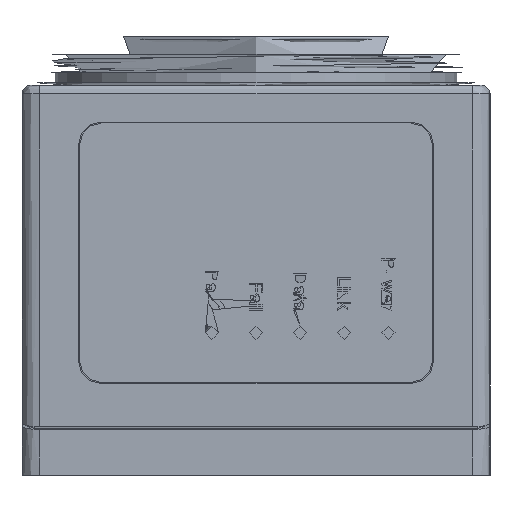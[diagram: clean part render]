
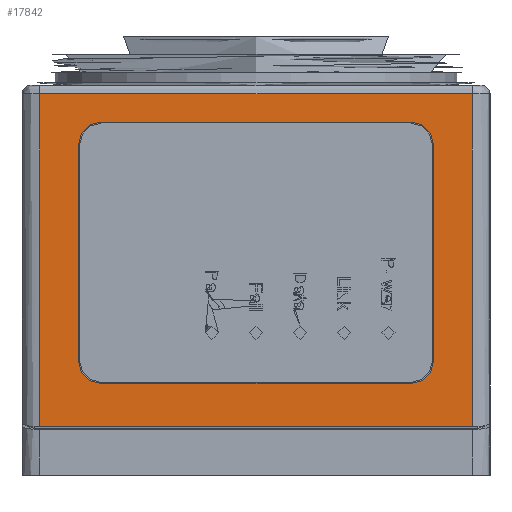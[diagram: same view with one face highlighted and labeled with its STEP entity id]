
A CAD part, left-side view. The second image highlights one B-rep face of the part: STEP entity #17842.
In plain terms, the highlighted planar face has unit normal (-1, 0, 0).
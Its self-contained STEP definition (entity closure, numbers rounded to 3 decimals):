
#767=LINE($,#26451,#2435);
#800=LINE($,#26648,#2468);
#803=LINE($,#26653,#2471);
#806=LINE($,#26663,#2474);
#809=LINE($,#26671,#2477);
#812=LINE($,#26679,#2480);
#822=LINE($,#26810,#2490);
#823=LINE($,#26811,#2491);
#2435=VECTOR($,#20610,49.);
#2468=VECTOR($,#20745,35.197);
#2471=VECTOR($,#20750,37.711);
#2474=VECTOR($,#20761,24.597);
#2477=VECTOR($,#20770,35.197);
#2480=VECTOR($,#20779,24.597);
#2490=VECTOR($,#20825,37.711);
#2491=VECTOR($,#20826,49.);
#4358=FACE_BOUND($,#5796,.T.);
#4672=FACE_OUTER_BOUND($,#5795,.T.);
#5795=EDGE_LOOP($,(#12320,#12321,#12322,#12323));
#5796=EDGE_LOOP($,(#12324,#12325,#12326,#12327,#12328,#12329,#12330,#12331));
#7080=CIRCLE($,#19036,2.502);
#7081=CIRCLE($,#19039,2.502);
#7082=CIRCLE($,#19042,2.502);
#7083=CIRCLE($,#19045,2.502);
#7541=VERTEX_POINT($,#26449);
#7542=VERTEX_POINT($,#26450);
#7610=VERTEX_POINT($,#26646);
#7611=VERTEX_POINT($,#26647);
#7612=VERTEX_POINT($,#26652);
#7614=VERTEX_POINT($,#26658);
#7615=VERTEX_POINT($,#26662);
#7616=VERTEX_POINT($,#26666);
#7617=VERTEX_POINT($,#26670);
#7618=VERTEX_POINT($,#26674);
#7619=VERTEX_POINT($,#26678);
#7636=VERTEX_POINT($,#26809);
#9388=EDGE_CURVE($,#7541,#7542,#767,.T.);
#9460=EDGE_CURVE($,#7610,#7611,#800,.T.);
#9463=EDGE_CURVE($,#7612,#7541,#803,.F.);
#9466=EDGE_CURVE($,#7614,#7610,#7080,.T.);
#9468=EDGE_CURVE($,#7615,#7614,#806,.T.);
#9470=EDGE_CURVE($,#7616,#7615,#7081,.T.);
#9472=EDGE_CURVE($,#7617,#7616,#809,.T.);
#9474=EDGE_CURVE($,#7618,#7617,#7082,.T.);
#9476=EDGE_CURVE($,#7619,#7618,#812,.T.);
#9478=EDGE_CURVE($,#7611,#7619,#7083,.T.);
#9499=EDGE_CURVE($,#7542,#7636,#822,.T.);
#9500=EDGE_CURVE($,#7636,#7612,#823,.T.);
#12320=ORIENTED_EDGE($,*,*,#9499,.T.);
#12321=ORIENTED_EDGE($,*,*,#9500,.T.);
#12322=ORIENTED_EDGE($,*,*,#9463,.T.);
#12323=ORIENTED_EDGE($,*,*,#9388,.T.);
#12324=ORIENTED_EDGE($,*,*,#9476,.F.);
#12325=ORIENTED_EDGE($,*,*,#9478,.F.);
#12326=ORIENTED_EDGE($,*,*,#9460,.F.);
#12327=ORIENTED_EDGE($,*,*,#9466,.F.);
#12328=ORIENTED_EDGE($,*,*,#9468,.F.);
#12329=ORIENTED_EDGE($,*,*,#9470,.F.);
#12330=ORIENTED_EDGE($,*,*,#9472,.F.);
#12331=ORIENTED_EDGE($,*,*,#9474,.F.);
#17148=PLANE($,#19061);
#17842=ADVANCED_FACE($,(#4672,#4358),#17148,.F.);
#19036=AXIS2_PLACEMENT_3D($,#26659,#20756,#20757);
#19039=AXIS2_PLACEMENT_3D($,#26667,#20765,#20766);
#19042=AXIS2_PLACEMENT_3D($,#26675,#20774,#20775);
#19045=AXIS2_PLACEMENT_3D($,#26682,#20783,#20784);
#19061=AXIS2_PLACEMENT_3D($,#26808,#20823,#20824);
#20610=DIRECTION($,(0.,-1.,0.));
#20745=DIRECTION($,(0.,1.,0.));
#20750=DIRECTION($,(0.,0.,1.));
#20756=DIRECTION('center_axis',(-1.,0.,0.));
#20757=DIRECTION('ref_axis',(0.,1.,0.));
#20761=DIRECTION($,(0.,0.,1.));
#20765=DIRECTION('center_axis',(-1.,0.,0.));
#20766=DIRECTION('ref_axis',(0.,1.,0.));
#20770=DIRECTION($,(0.,-1.,0.));
#20774=DIRECTION('center_axis',(-1.,0.,0.));
#20775=DIRECTION('ref_axis',(0.,-1.,0.));
#20779=DIRECTION($,(0.,0.,-1.));
#20783=DIRECTION('center_axis',(-1.,0.,0.));
#20784=DIRECTION('ref_axis',(0.,-1.,0.));
#20823=DIRECTION('center_axis',(1.,0.,0.));
#20824=DIRECTION('ref_axis',(0.,0.,1.));
#20825=DIRECTION($,(0.,0.,1.));
#20826=DIRECTION($,(0.,1.,0.));
#26449=CARTESIAN_POINT('',(-28.5,24.5,5.489));
#26450=CARTESIAN_POINT('',(-28.5,-24.5,5.489));
#26451=CARTESIAN_POINT($,(-28.5,-26.5,5.489));
#26646=CARTESIAN_POINT('',(-28.5,-17.598,40.));
#26647=CARTESIAN_POINT('',(-28.5,17.598,40.));
#26648=CARTESIAN_POINT($,(-28.5,-17.598,40.));
#26652=CARTESIAN_POINT('',(-28.5,24.5,43.2));
#26653=CARTESIAN_POINT($,(-28.5,24.5,6.));
#26658=CARTESIAN_POINT('',(-28.5,-20.1,37.498));
#26659=CARTESIAN_POINT('Origin',(-28.5,-17.598,37.498));
#26662=CARTESIAN_POINT('',(-28.5,-20.1,12.902));
#26663=CARTESIAN_POINT($,(-28.5,-20.1,12.902));
#26666=CARTESIAN_POINT('',(-28.5,-17.598,10.4));
#26667=CARTESIAN_POINT('Origin',(-28.5,-17.598,12.902));
#26670=CARTESIAN_POINT('',(-28.5,17.598,10.4));
#26671=CARTESIAN_POINT($,(-28.5,17.598,10.4));
#26674=CARTESIAN_POINT('',(-28.5,20.1,12.902));
#26675=CARTESIAN_POINT('Origin',(-28.5,17.598,12.902));
#26678=CARTESIAN_POINT('',(-28.5,20.1,37.498));
#26679=CARTESIAN_POINT($,(-28.5,20.1,37.498));
#26682=CARTESIAN_POINT('Origin',(-28.5,17.598,37.498));
#26808=CARTESIAN_POINT('Origin',(-28.5,-26.5,6.));
#26809=CARTESIAN_POINT('',(-28.5,-24.5,43.2));
#26810=CARTESIAN_POINT($,(-28.5,-24.5,6.));
#26811=CARTESIAN_POINT($,(-28.5,-26.5,43.2));
